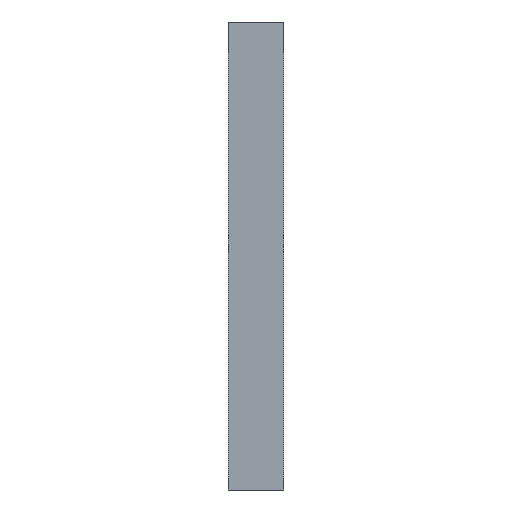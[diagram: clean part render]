
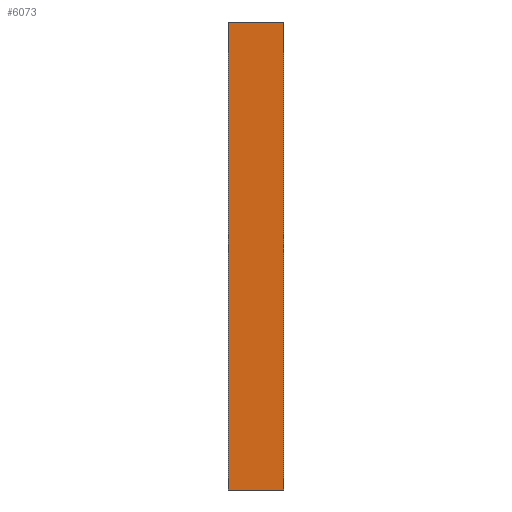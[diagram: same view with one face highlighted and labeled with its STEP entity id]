
A CAD part, left-side view. The second image highlights one B-rep face of the part: STEP entity #6073.
In plain terms, the highlighted planar face has unit normal (-1, 0, 0).
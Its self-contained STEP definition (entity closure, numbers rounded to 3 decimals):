
#503=FACE_OUTER_BOUND('',#841,.T.);
#841=EDGE_LOOP('',(#4032,#4033,#4034,#4035));
#1225=LINE('',#7730,#1856);
#1226=LINE('',#7732,#1857);
#1227=LINE('',#7734,#1858);
#1228=LINE('',#7735,#1859);
#1856=VECTOR('',#6654,10.);
#1857=VECTOR('',#6655,10.);
#1858=VECTOR('',#6656,10.);
#1859=VECTOR('',#6657,10.);
#2487=VERTEX_POINT('',#7728);
#2488=VERTEX_POINT('',#7729);
#2489=VERTEX_POINT('',#7731);
#2490=VERTEX_POINT('',#7733);
#3105=EDGE_CURVE('',#2487,#2488,#1225,.T.);
#3106=EDGE_CURVE('',#2488,#2489,#1226,.T.);
#3107=EDGE_CURVE('',#2489,#2490,#1227,.T.);
#3108=EDGE_CURVE('',#2490,#2487,#1228,.T.);
#4032=ORIENTED_EDGE('',*,*,#3105,.T.);
#4033=ORIENTED_EDGE('',*,*,#3106,.T.);
#4034=ORIENTED_EDGE('',*,*,#3107,.T.);
#4035=ORIENTED_EDGE('',*,*,#3108,.T.);
#5883=PLANE('',#6425);
#6073=ADVANCED_FACE('',(#503),#5883,.T.);
#6425=AXIS2_PLACEMENT_3D('',#7727,#6652,#6653);
#6652=DIRECTION('center_axis',(-1.,0.,0.));
#6653=DIRECTION('ref_axis',(0.,0.,1.));
#6654=DIRECTION('',(0.,0.,1.));
#6655=DIRECTION('',(0.,1.,0.));
#6656=DIRECTION('',(0.,0.,-1.));
#6657=DIRECTION('',(0.,-1.,0.));
#7727=CARTESIAN_POINT('Origin',(-3.,0.,-25.4));
#7728=CARTESIAN_POINT('',(-3.,0.,-25.4));
#7729=CARTESIAN_POINT('',(-3.,0.,0.));
#7730=CARTESIAN_POINT('',(-3.,0.,-25.4));
#7731=CARTESIAN_POINT('',(-3.,3.,0.));
#7732=CARTESIAN_POINT('',(-3.,0.,0.));
#7733=CARTESIAN_POINT('',(-3.,3.,-25.4));
#7734=CARTESIAN_POINT('',(-3.,3.,-25.4));
#7735=CARTESIAN_POINT('',(-3.,0.,-25.4));
